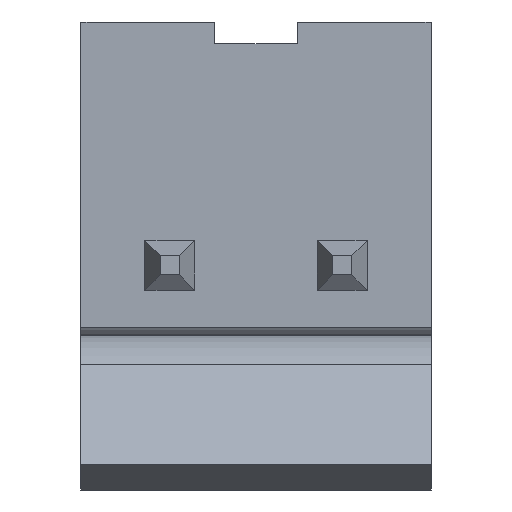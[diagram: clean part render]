
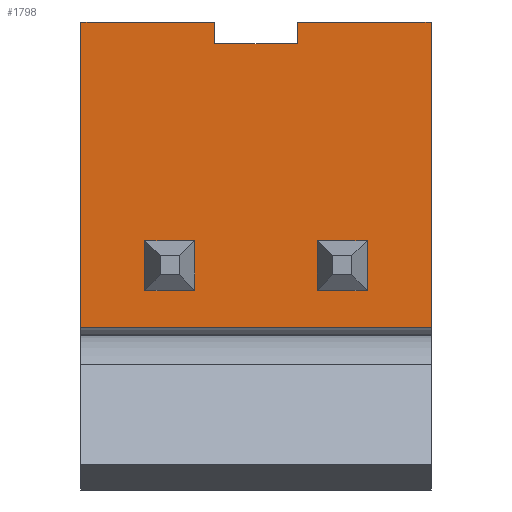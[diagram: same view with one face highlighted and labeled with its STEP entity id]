
A CAD part, top view. The second image highlights one B-rep face of the part: STEP entity #1798.
In plain terms, the highlighted planar face has unit normal (0, 0, 1).
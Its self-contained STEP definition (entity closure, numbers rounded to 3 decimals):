
#211=ORIENTED_EDGE('',*,*,#501,.T.);
#212=ORIENTED_EDGE('',*,*,#410,.T.);
#213=ORIENTED_EDGE('',*,*,#407,.T.);
#214=ORIENTED_EDGE('',*,*,#404,.T.);
#215=ORIENTED_EDGE('',*,*,#400,.T.);
#216=ORIENTED_EDGE('',*,*,#449,.F.);
#217=ORIENTED_EDGE('',*,*,#500,.F.);
#218=ORIENTED_EDGE('',*,*,#503,.T.);
#219=ORIENTED_EDGE('',*,*,#504,.T.);
#220=ORIENTED_EDGE('',*,*,#505,.T.);
#221=ORIENTED_EDGE('',*,*,#506,.T.);
#222=ORIENTED_EDGE('',*,*,#507,.T.);
#223=ORIENTED_EDGE('',*,*,#508,.T.);
#224=ORIENTED_EDGE('',*,*,#509,.T.);
#225=ORIENTED_EDGE('',*,*,#510,.T.);
#226=ORIENTED_EDGE('',*,*,#511,.T.);
#400=EDGE_CURVE('',#579,#580,#693,.T.);
#404=EDGE_CURVE('',#583,#579,#697,.T.);
#407=EDGE_CURVE('',#585,#583,#700,.T.);
#410=EDGE_CURVE('',#587,#585,#703,.T.);
#449=EDGE_CURVE('',#617,#580,#737,.T.);
#500=EDGE_CURVE('',#650,#617,#782,.T.);
#501=EDGE_CURVE('',#651,#587,#783,.T.);
#503=EDGE_CURVE('',#650,#651,#785,.T.);
#504=EDGE_CURVE('',#652,#653,#786,.T.);
#505=EDGE_CURVE('',#653,#654,#787,.T.);
#506=EDGE_CURVE('',#654,#655,#788,.T.);
#507=EDGE_CURVE('',#655,#652,#789,.T.);
#508=EDGE_CURVE('',#656,#657,#790,.T.);
#509=EDGE_CURVE('',#657,#658,#791,.T.);
#510=EDGE_CURVE('',#658,#659,#792,.T.);
#511=EDGE_CURVE('',#659,#656,#793,.T.);
#579=VERTEX_POINT('',#2275);
#580=VERTEX_POINT('',#2276);
#583=VERTEX_POINT('',#2284);
#585=VERTEX_POINT('',#2290);
#587=VERTEX_POINT('',#2296);
#617=VERTEX_POINT('',#2375);
#650=VERTEX_POINT('',#2476);
#651=VERTEX_POINT('',#2480);
#652=VERTEX_POINT('',#2485);
#653=VERTEX_POINT('',#2486);
#654=VERTEX_POINT('',#2488);
#655=VERTEX_POINT('',#2490);
#656=VERTEX_POINT('',#2493);
#657=VERTEX_POINT('',#2494);
#658=VERTEX_POINT('',#2496);
#659=VERTEX_POINT('',#2498);
#693=LINE('',#2274,#860);
#697=LINE('',#2283,#864);
#700=LINE('',#2289,#867);
#703=LINE('',#2295,#870);
#737=LINE('',#2376,#904);
#782=LINE('',#2477,#949);
#783=LINE('',#2479,#950);
#785=LINE('',#2483,#952);
#786=LINE('',#2484,#953);
#787=LINE('',#2487,#954);
#788=LINE('',#2489,#955);
#789=LINE('',#2491,#956);
#790=LINE('',#2492,#957);
#791=LINE('',#2495,#958);
#792=LINE('',#2497,#959);
#793=LINE('',#2499,#960);
#860=VECTOR('',#1935,1000.);
#864=VECTOR('',#1941,1000.);
#867=VECTOR('',#1946,1000.);
#870=VECTOR('',#1951,1000.);
#904=VECTOR('',#2017,1000.);
#949=VECTOR('',#2108,1000.);
#950=VECTOR('',#2111,1000.);
#952=VECTOR('',#2115,1000.);
#953=VECTOR('',#2116,1000.);
#954=VECTOR('',#2117,1000.);
#955=VECTOR('',#2118,1000.);
#956=VECTOR('',#2119,1000.);
#957=VECTOR('',#2120,1000.);
#958=VECTOR('',#2121,1000.);
#959=VECTOR('',#2122,1000.);
#960=VECTOR('',#2123,1000.);
#1064=EDGE_LOOP('',(#211,#212,#213,#214,#215,#216,#217,#218));
#1065=EDGE_LOOP('',(#219,#220,#221,#222));
#1066=EDGE_LOOP('',(#223,#224,#225,#226));
#1143=FACE_BOUND('',#1064,.T.);
#1144=FACE_BOUND('',#1065,.T.);
#1145=FACE_BOUND('',#1066,.T.);
#1213=PLANE('',#1889);
#1798=ADVANCED_FACE('',(#1143,#1144,#1145),#1213,.T.);
#1889=AXIS2_PLACEMENT_3D('',#2482,#2113,#2114);
#1935=DIRECTION('',(1.,0.,0.));
#1941=DIRECTION('',(0.,-1.,0.));
#1946=DIRECTION('',(1.,0.,0.));
#1951=DIRECTION('',(0.,1.,0.));
#2017=DIRECTION('',(0.,-1.,0.));
#2108=DIRECTION('',(1.,0.,0.));
#2111=DIRECTION('',(1.,0.,0.));
#2113=DIRECTION('',(0.,0.,1.));
#2114=DIRECTION('',(0.,-1.,0.));
#2115=DIRECTION('',(0.,-1.,0.));
#2116=DIRECTION('',(-1.,0.,0.));
#2117=DIRECTION('',(0.,1.,0.));
#2118=DIRECTION('',(1.,0.,0.));
#2119=DIRECTION('',(0.,-1.,0.));
#2120=DIRECTION('',(-1.,0.,0.));
#2121=DIRECTION('',(0.,1.,0.));
#2122=DIRECTION('',(1.,0.,0.));
#2123=DIRECTION('',(0.,-1.,0.));
#2274=CARTESIAN_POINT('',(-4.015,-1.975,1.6));
#2275=CARTESIAN_POINT('',(0.95,-1.975,1.6));
#2276=CARTESIAN_POINT('',(4.015,-1.975,1.6));
#2283=CARTESIAN_POINT('',(0.95,-1.475,1.6));
#2284=CARTESIAN_POINT('',(0.95,-1.475,1.6));
#2289=CARTESIAN_POINT('',(-0.95,-1.475,1.6));
#2290=CARTESIAN_POINT('',(-0.95,-1.475,1.6));
#2295=CARTESIAN_POINT('',(-0.95,-1.975,1.6));
#2296=CARTESIAN_POINT('',(-0.95,-1.975,1.6));
#2375=CARTESIAN_POINT('',(4.015,5.025,1.6));
#2376=CARTESIAN_POINT('',(4.015,-1.975,1.6));
#2476=CARTESIAN_POINT('',(-4.015,5.025,1.6));
#2477=CARTESIAN_POINT('',(-4.015,5.025,1.6));
#2479=CARTESIAN_POINT('',(-4.015,-1.975,1.6));
#2480=CARTESIAN_POINT('',(-4.015,-1.975,1.6));
#2482=CARTESIAN_POINT('',(-4.015,-1.975,1.6));
#2483=CARTESIAN_POINT('',(-4.015,-1.975,1.6));
#2484=CARTESIAN_POINT('',(-1.41,3.055,1.6));
#2485=CARTESIAN_POINT('',(-1.41,3.055,1.6));
#2486=CARTESIAN_POINT('',(-2.55,3.055,1.6));
#2487=CARTESIAN_POINT('',(-2.55,3.055,1.6));
#2488=CARTESIAN_POINT('',(-2.55,4.195,1.6));
#2489=CARTESIAN_POINT('',(-2.55,4.195,1.6));
#2490=CARTESIAN_POINT('',(-1.41,4.195,1.6));
#2491=CARTESIAN_POINT('',(-1.41,4.195,1.6));
#2492=CARTESIAN_POINT('',(2.55,3.055,1.6));
#2493=CARTESIAN_POINT('',(2.55,3.055,1.6));
#2494=CARTESIAN_POINT('',(1.41,3.055,1.6));
#2495=CARTESIAN_POINT('',(1.41,3.055,1.6));
#2496=CARTESIAN_POINT('',(1.41,4.195,1.6));
#2497=CARTESIAN_POINT('',(1.41,4.195,1.6));
#2498=CARTESIAN_POINT('',(2.55,4.195,1.6));
#2499=CARTESIAN_POINT('',(2.55,4.195,1.6));
